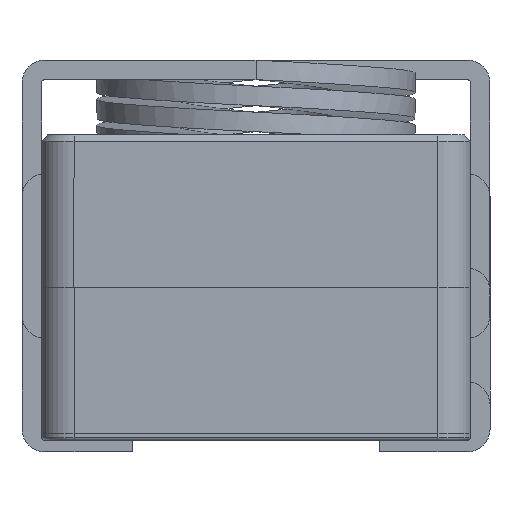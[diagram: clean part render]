
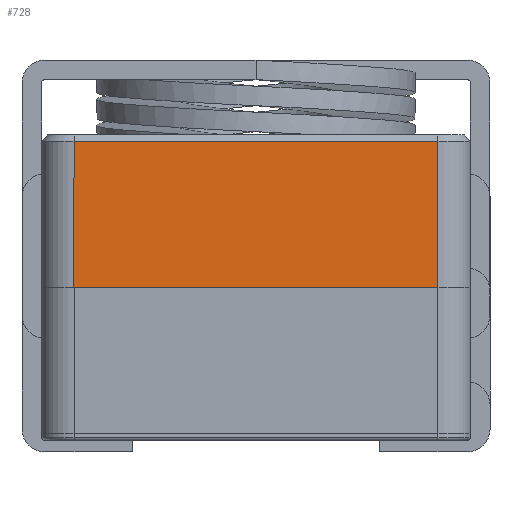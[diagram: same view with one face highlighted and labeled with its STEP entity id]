
A CAD part, front view. The second image highlights one B-rep face of the part: STEP entity #728.
In plain terms, the highlighted planar face has unit normal (0, -1, 0).
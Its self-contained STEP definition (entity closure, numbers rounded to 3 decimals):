
#728 = ADVANCED_FACE( '', ( #1583 ), #1584, .T. );
#1583 = FACE_OUTER_BOUND( '', #2774, .T. );
#1584 = PLANE( '', #2775 );
#2774 = EDGE_LOOP( '', ( #5379, #5380, #5381, #5382 ) );
#2775 = AXIS2_PLACEMENT_3D( '', #5383, #5384, #5385 );
#5379 = ORIENTED_EDGE( '', *, *, #6905, .T. );
#5380 = ORIENTED_EDGE( '', *, *, #6790, .T. );
#5381 = ORIENTED_EDGE( '', *, *, #7126, .T. );
#5382 = ORIENTED_EDGE( '', *, *, #6576, .F. );
#5383 = CARTESIAN_POINT( '', ( -6.6, -6.6, -4.7 ) );
#5384 = DIRECTION( '', ( 0., -1., 0. ) );
#5385 = DIRECTION( '', ( 0., 0., -1. ) );
#6576 = EDGE_CURVE( '', #7775, #7776, #7777, .T. );
#6790 = EDGE_CURVE( '', #8135, #7899, #8138, .T. );
#6905 = EDGE_CURVE( '', #7775, #8135, #8322, .F. );
#7126 = EDGE_CURVE( '', #7899, #7776, #8658, .T. );
#7775 = VERTEX_POINT( '', #9882 );
#7776 = VERTEX_POINT( '', #9883 );
#7777 = LINE( '', #9884, #9885 );
#7899 = VERTEX_POINT( '', #10138 );
#8135 = VERTEX_POINT( '', #10656 );
#8138 = LINE( '', #10661, #10662 );
#8322 = LINE( '', #11094, #11095 );
#8658 = LINE( '', #11922, #11923 );
#9882 = CARTESIAN_POINT( '', ( -5.6, -6.6, 0. ) );
#9883 = CARTESIAN_POINT( '', ( 5.6, -6.6, 0. ) );
#9884 = CARTESIAN_POINT( '', ( -6.6, -6.6, 0. ) );
#9885 = VECTOR( '', #12927, 1000. );
#10138 = CARTESIAN_POINT( '', ( 5.6, -6.6, -4.5 ) );
#10656 = CARTESIAN_POINT( '', ( -5.6, -6.6, -4.5 ) );
#10661 = CARTESIAN_POINT( '', ( 5.6, -6.6, -4.5 ) );
#10662 = VECTOR( '', #13118, 1000. );
#11094 = CARTESIAN_POINT( '', ( -5.6, -6.6, -4.7 ) );
#11095 = VECTOR( '', #13200, 1000. );
#11922 = CARTESIAN_POINT( '', ( 5.6, -6.6, -4.7 ) );
#11923 = VECTOR( '', #13312, 1000. );
#12927 = DIRECTION( '', ( 1., 0., 0. ) );
#13118 = DIRECTION( '', ( 1., 0., 0. ) );
#13200 = DIRECTION( '', ( 0., 0., 1. ) );
#13312 = DIRECTION( '', ( 0., 0., 1. ) );
